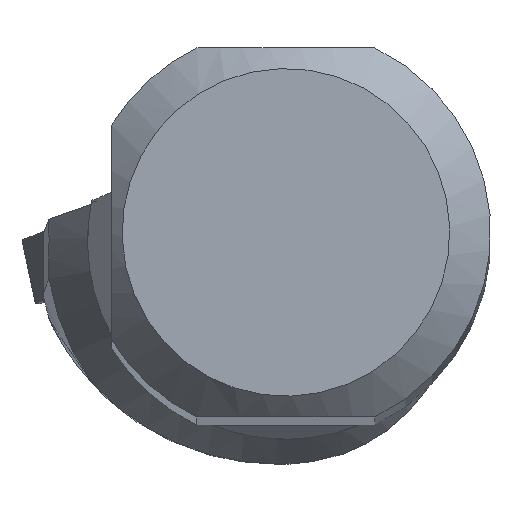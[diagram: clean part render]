
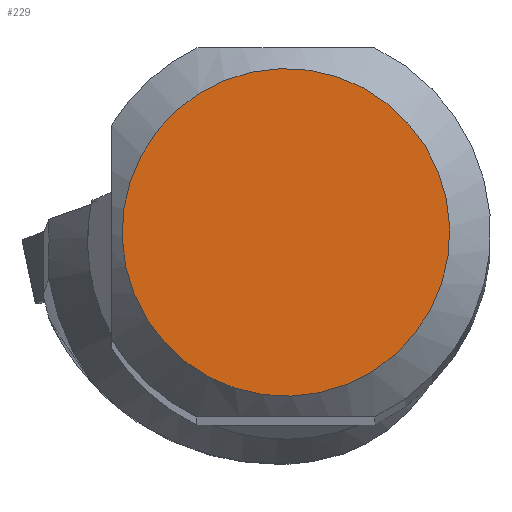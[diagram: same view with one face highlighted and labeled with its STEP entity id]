
A CAD part, top view. The second image highlights one B-rep face of the part: STEP entity #229.
In plain terms, the highlighted planar face has unit normal (0, 0, 1).
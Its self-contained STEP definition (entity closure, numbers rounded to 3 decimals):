
#184=FACE_OUTER_BOUND('',#422,.T.);
#229=ADVANCED_FACE('CU_SU_BP3',(#184),#259,.F.);
#259=PLANE('',#1053);
#422=EDGE_LOOP('',(#609));
#609=ORIENTED_EDGE('',*,*,#868,.T.);
#759=VERTEX_POINT('',#1636);
#868=EDGE_CURVE('',#759,#759,#911,.T.);
#911=CIRCLE('',#1048,7.991);
#1048=AXIS2_PLACEMENT_3D('',#1635,#1260,#1261);
#1053=AXIS2_PLACEMENT_3D('',#1655,#1270,#1271);
#1260=DIRECTION('',(0.,0.,1.));
#1261=DIRECTION('',(-0.979,-0.206,0.));
#1270=DIRECTION('',(0.,0.,-1.));
#1271=DIRECTION('',(-0.979,-0.206,0.));
#1635=CARTESIAN_POINT('',(0.,0.,0.));
#1636=CARTESIAN_POINT('',(-7.82,-1.648,0.));
#1655=CARTESIAN_POINT('',(-9.991,0.,0.));
